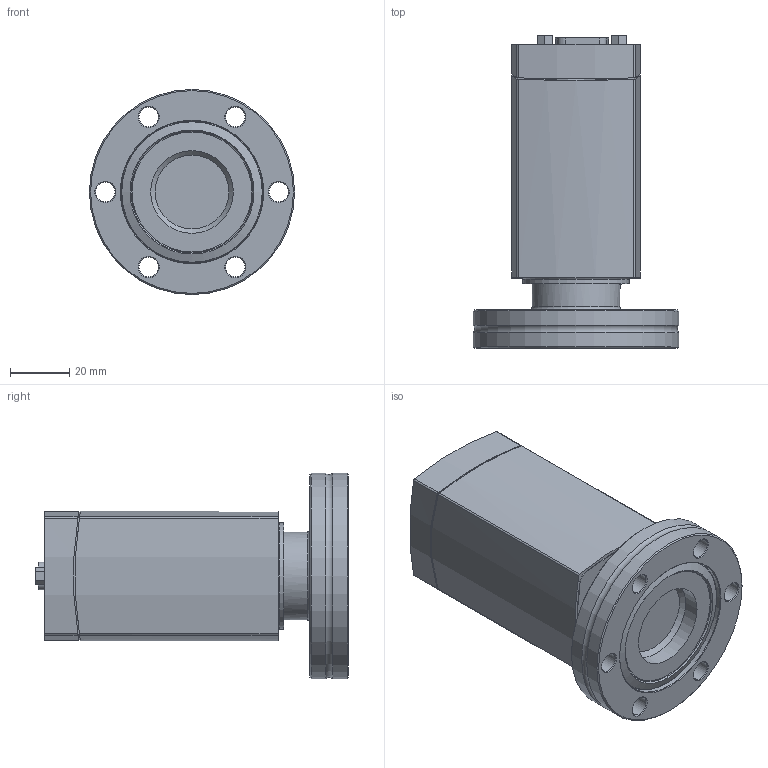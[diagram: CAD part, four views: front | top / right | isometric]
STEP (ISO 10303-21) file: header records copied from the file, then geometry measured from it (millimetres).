
FILE_DESCRIPTION(/* description */ (''),/* implementation_level */ '2;1');
FILE_NAME(/* name */ 'MMAG50x_9DSub_40CF-R.stp',/* time_stamp */ '2014-03-21T15:33:23+01:00',/* author */ ('BEM'),/* organization */ (''),/* preprocessor_version */ 'ST-DEVELOPER v15.2',/* originating_system */ 'Autodesk Inventor 2014',/* authorisation */ '');
FILE_SCHEMA (('AUTOMOTIVE_DESIGN { 1 0 10303 214 3 1 1 }'));
Length unit declared in the file: millimetre
Products named in the file (1): Bauteil15
Bounding box: 69.5 x 105.91 x 69.5 mm (x, y, z)
Volume: 138228.4 mm3; surface area: 56439 mm2
Topology: 1 solids, 2 shells, 642 faces, 1697 edges, 1106 vertices
Faces by surface type: plane 356, cylinder 232, cone 27, bspline 17, torus 10
Full cylindrical faces by diameter (mm): 0.8 x1, 1 x10, 1.3 x1, 2.156 x2, 2.4 x2, 2.6 x3, 2.8 x2, 2.845 x2, 2.9 x3, 3 x4, 3.1 x4, 3.2 x4, 3.3 x1, 3.4 x2, 3.8 x1, 4.2 x1, 5 x1, 5.2 x1, 6.2 x1, 6.6 x6, 24 x1, 25 x2, 26.8 x1, 28 x1, 29.8 x1, 31.5 x1, 36 x1, 40 x2, 41 x1, 48.1 x1
Entity records: 21442 total; most frequent: CARTESIAN_POINT 4979, DIRECTION 3273, ORIENTED_EDGE 3148, EDGE_CURVE 1574, AXIS2_PLACEMENT_3D 1154, VERTEX_POINT 1084, LINE 965, VECTOR 965
